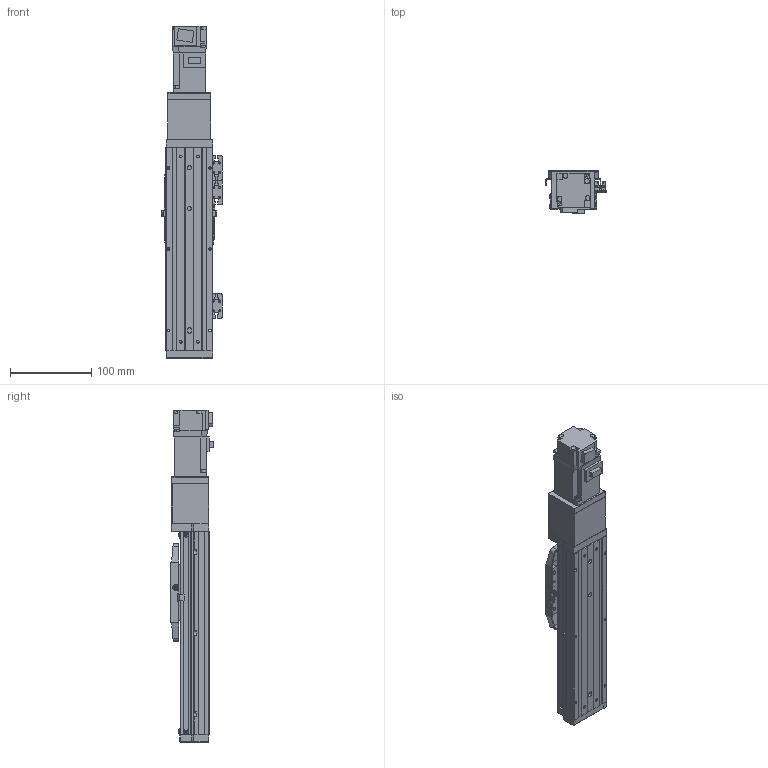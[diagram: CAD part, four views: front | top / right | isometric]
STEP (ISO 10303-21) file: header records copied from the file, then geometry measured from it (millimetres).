
FILE_DESCRIPTION (( 'STEP AP203' ), '1' );
FILE_NAME ('CTHA50-100-BC-M10-C4L.step', '2022-03-19T05:55:25', ( '微软用户' ), ( '微软中国' ), 'SwSTEP 2.0', 'SolidWorks 2020', '' );
FILE_SCHEMA (( 'CONFIG_CONTROL_DESIGN' ));
Length unit declared in the file: millimetre
Products named in the file (20): GBT 70.1-M3℅6; CTHA50-013; KTHA50-001_250; CTHA60-017; HG-KR13（三菱）; CTHA50-031; KTHA50-004; GBT 70.1-M4×12; GBT 70.3-M3℅6; CTHA50-100-BC-M10-C4L; KTHA50-005; CTHA60-016; CTHA50-002; GB¨uT 70.2-M3¡Á6_M3¡Á6; CTHA60-021; CTHA50-030; EE_SX911P_R; CTHA50-027; GBT77-2000 M3×3; CTHA50-006-2_CTHA60-006-2
Assembly tree (59 placements, depth 2):
  CTHA50-100-BC-M10-C4L
    KTHA50-001_250
    KTHA50-004
    KTHA50-005
    GB¨uT 70.2-M3¡Á6_M3¡Á6  x10
    EE_SX911P_R  x3
    GBT77-2000 M3×3  x6
    GBT 70.1-M3℅6  x6
    CTHA60-017  x3
    GBT 70.1-M4×12  x10
    CTHA60-016  x2
    CTHA60-021  x2
    CTHA50-027
    CTHA50-006-2_CTHA60-006-2
    CTHA50-013
    HG-KR13（三菱）
    GBT 70.3-M3℅6  x6
    CTHA50-002
    CTHA50-030  x2
    CTHA50-031
Bounding box: 74.12 x 53.3 x 408.6 mm (x, y, z)
Volume: 724721.7 mm3; surface area: 208662.2 mm2
Topology: 61 solids, 61 shells, 2356 faces, 5570 edges, 3402 vertices
Faces by surface type: plane 1354, cylinder 526, cone 356, torus 96, sphere 24
Entity records: 37406 total; most frequent: CARTESIAN_POINT 6003, DIRECTION 5970, ORIENTED_EDGE 5708, EDGE_CURVE 2854, LINE 2078, VECTOR 2078, AXIS2_PLACEMENT_3D 1946, VERTEX_POINT 1795
